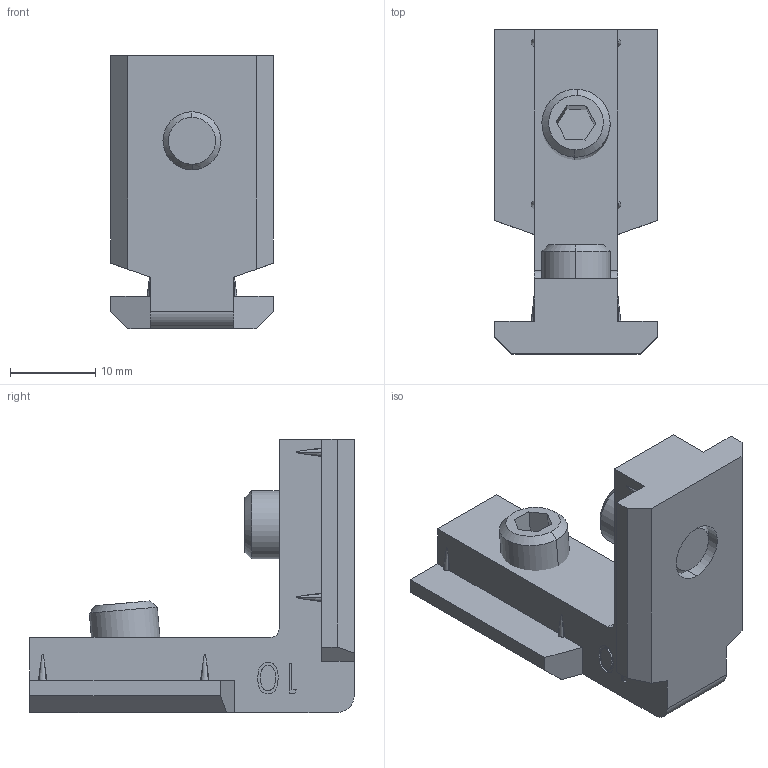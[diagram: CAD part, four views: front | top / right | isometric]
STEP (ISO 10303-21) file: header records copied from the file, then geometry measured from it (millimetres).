
FILE_DESCRIPTION (( 'STEP AP214' ), '1' );
FILE_NAME ('099I90R10.STEP', '2014-08-21T10:30:17', ( '' ), ( '' ), 'SwSTEP 2.0', 'SolidWorks 2014', '' );
FILE_SCHEMA (( 'AUTOMOTIVE_DESIGN' ));
Length unit declared in the file: millimetre
Products named in the file (3): 099I90R10; 099I90R10R01_099I90R10R01; 4din913m0812m_4 din 913 m08 12
Assembly tree (3 placements, depth 2):
  099I90R10
    099I90R10R01_099I90R10R01
    4din913m0812m_4 din 913 m08 12  x2
Bounding box: 19 x 38 x 32 mm (x, y, z)
Volume: 7151.1 mm3; surface area: 4433.2 mm2
Topology: 3 solids, 3 shells, 114 faces, 301 edges, 198 vertices
Faces by surface type: plane 75, cone 20, cylinder 10, bspline 9
Entity records: 4063 total; most frequent: CARTESIAN_POINT 1461, ORIENTED_EDGE 538, DIRECTION 463, EDGE_CURVE 269, VECTOR 191, LINE 191, VERTEX_POINT 178, AXIS2_PLACEMENT_3D 136
